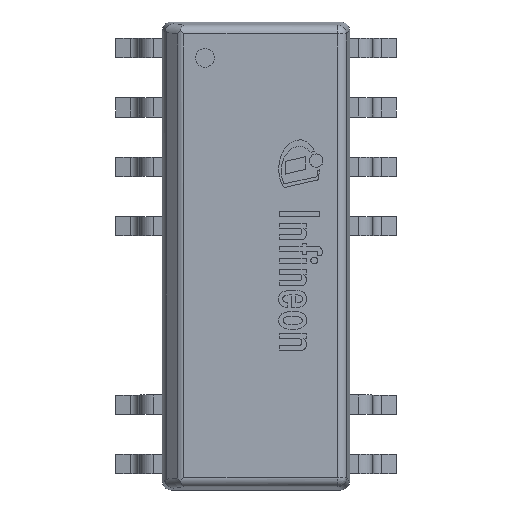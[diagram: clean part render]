
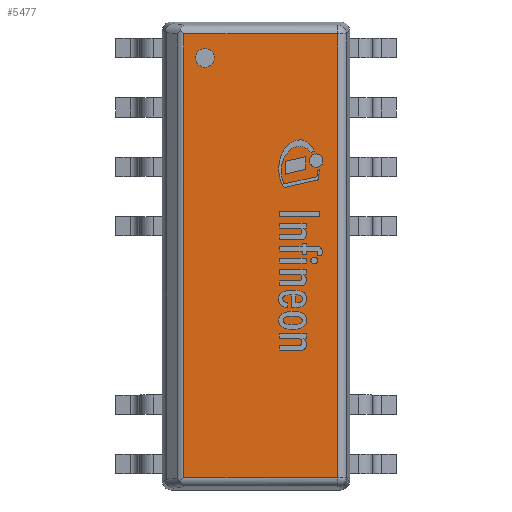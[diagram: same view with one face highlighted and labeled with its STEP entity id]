
A CAD part, top view. The second image highlights one B-rep face of the part: STEP entity #5477.
In plain terms, the highlighted planar face has unit normal (0, 0, 1).
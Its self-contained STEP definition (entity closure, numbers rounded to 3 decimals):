
#131=FACE_BOUND('',#859,.T.);
#152=CIRCLE('',#5862,0.2);
#281=PLANE('',#5861);
#525=FACE_OUTER_BOUND('',#858,.T.);
#858=EDGE_LOOP('',(#3840,#3841,#3842,#3843));
#859=EDGE_LOOP('',(#3844));
#1194=LINE('',#7885,#1808);
#1196=LINE('',#7895,#1810);
#1203=LINE('',#7924,#1817);
#1205=LINE('',#7927,#1819);
#1808=VECTOR('',#6333,1.);
#1810=VECTOR('',#6345,1.);
#1817=VECTOR('',#6378,1.);
#1819=VECTOR('',#6382,1.);
#2448=VERTEX_POINT('',#7882);
#2449=VERTEX_POINT('',#7884);
#2452=VERTEX_POINT('',#7894);
#2455=VERTEX_POINT('',#7901);
#2464=VERTEX_POINT('',#7935);
#2986=EDGE_CURVE('',#2448,#2449,#1194,.T.);
#2991=EDGE_CURVE('',#2449,#2452,#1196,.T.);
#3006=EDGE_CURVE('',#2452,#2455,#1203,.T.);
#3008=EDGE_CURVE('',#2455,#2448,#1205,.T.);
#3012=EDGE_CURVE('',#2464,#2464,#152,.T.);
#3840=ORIENTED_EDGE('',*,*,#2986,.F.);
#3841=ORIENTED_EDGE('',*,*,#3008,.F.);
#3842=ORIENTED_EDGE('',*,*,#3006,.F.);
#3843=ORIENTED_EDGE('',*,*,#2991,.F.);
#3844=ORIENTED_EDGE('',*,*,#3012,.T.);
#5477=ADVANCED_FACE('',(#525,#131),#281,.T.);
#5861=AXIS2_PLACEMENT_3D('',#7934,#6389,#6390);
#5862=AXIS2_PLACEMENT_3D('',#7936,#6391,#6392);
#6333=DIRECTION('',(0.,1.,0.));
#6345=DIRECTION('',(1.,0.,0.));
#6378=DIRECTION('',(0.,-1.,0.));
#6382=DIRECTION('',(-1.,0.,0.));
#6389=DIRECTION('center_axis',(0.,0.,1.));
#6390=DIRECTION('ref_axis',(-1.,0.,0.));
#6391=DIRECTION('center_axis',(0.,0.,-1.));
#6392=DIRECTION('ref_axis',(-1.,0.,0.));
#7882=CARTESIAN_POINT('',(-1.543,-4.743,1.75));
#7884=CARTESIAN_POINT('',(-1.543,4.743,1.75));
#7885=CARTESIAN_POINT('',(-1.543,0.,1.75));
#7894=CARTESIAN_POINT('',(1.743,4.743,1.75));
#7895=CARTESIAN_POINT('',(-1.,4.743,1.75));
#7901=CARTESIAN_POINT('',(1.743,-4.743,1.75));
#7924=CARTESIAN_POINT('',(1.743,2.5,1.75));
#7927=CARTESIAN_POINT('',(1.,-4.743,1.75));
#7934=CARTESIAN_POINT('Origin',(0.,0.,
1.75));
#7935=CARTESIAN_POINT('',(-0.891,4.233,1.75));
#7936=CARTESIAN_POINT('Origin',(-1.091,4.233,1.75));
